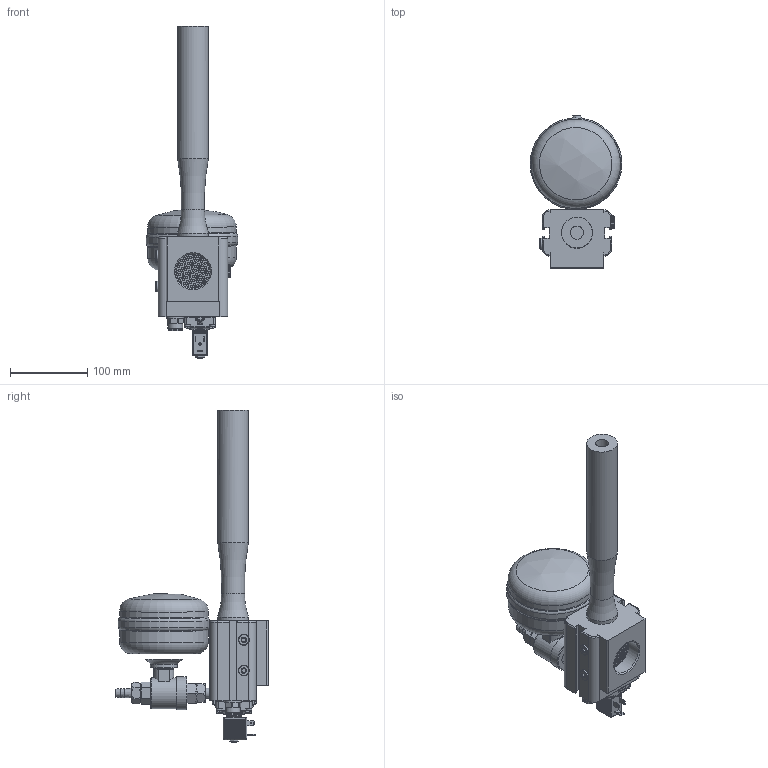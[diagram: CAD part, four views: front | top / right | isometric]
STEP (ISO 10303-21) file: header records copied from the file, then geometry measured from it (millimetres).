
FILE_DESCRIPTION(/* description */ (''),/* implementation_level */ '2;1');
FILE_NAME(/* name */ 'evkz60av05s.stp',/* time_stamp */ '2022-05-30T11:53:58+02:00',/* author */ ('enginyeria'),/* organization */ (''),/* preprocessor_version */ 'ST-DEVELOPER v17.2',/* originating_system */ 'Autodesk Inventor 2019',/* authorisation */ '');
FILE_SCHEMA (('AUTOMOTIVE_DESIGN { 1 0 10303 214 3 1 1 }'));
Length unit declared in the file: metre
Products named in the file (1): Pieza33
Bounding box: 119.09 x 197.59 x 431 mm (x, y, z)
Volume: 1776712 mm3; surface area: 187383.4 mm2
Topology: 3 solids, 13 shells, 2225 faces, 6082 edges, 3967 vertices
Faces by surface type: plane 1111, cylinder 797, cone 171, torus 74, bspline 65, sphere 7
Full cylindrical faces by diameter (mm): 1.1 x1, 1.3 x2, 1.4 x1, 1.65 x3, 1.8 x3, 2 x3, 2.4 x3, 2.5 x3, 2.7 x1, 2.75 x1, 3 x123, 3.2 x1, 3.9 x4, 4 x4, 4.134 x4, 4.3 x4, 4.9 x4, 5 x1, 5.5 x8, 6 x4, 6.2 x1, 6.3 x4, 7 x6, 7.1 x2, 7.4 x1, 8 x1, 8.05 x2, 8.1 x1, 8.5 x1, 9 x4
Entity records: 75766 total; most frequent: CARTESIAN_POINT 18131, DIRECTION 12248, ORIENTED_EDGE 12114, EDGE_CURVE 6057, AXIS2_PLACEMENT_3D 4517, VERTEX_POINT 3970, LINE 3214, VECTOR 3214
